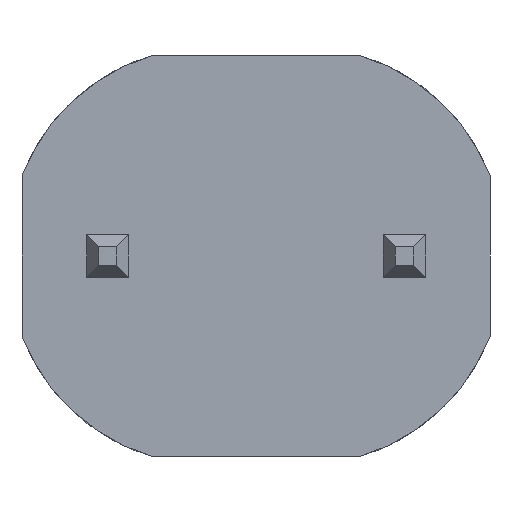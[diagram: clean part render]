
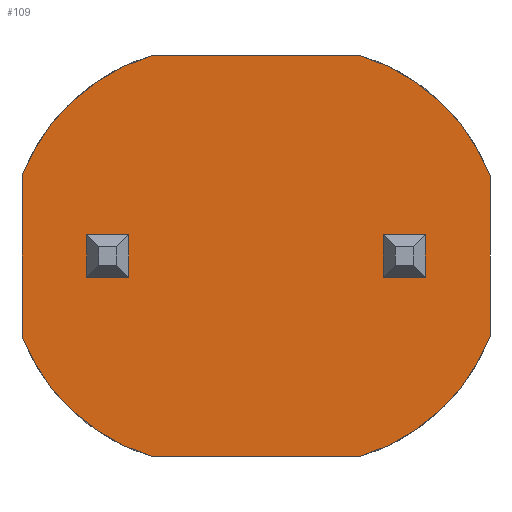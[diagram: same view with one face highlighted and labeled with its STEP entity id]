
A CAD part, left-side view. The second image highlights one B-rep face of the part: STEP entity #109.
In plain terms, the highlighted planar face has unit normal (-1, 0, 0).
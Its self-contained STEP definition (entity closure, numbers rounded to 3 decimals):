
#42=FACE_BOUND('',#281,.T.);
#43=FACE_BOUND('',#282,.T.);
#44=FACE_BOUND('',#283,.T.);
#66=CIRCLE('',#1106,3.);
#67=CIRCLE('',#1109,3.);
#70=CIRCLE('',#1114,3.);
#71=CIRCLE('',#1117,3.);
#109=ADVANCED_FACE('',(#42,#43,#44),#163,.T.);
#163=PLANE('',#1125);
#281=EDGE_LOOP('',(#469,#470,#471,#472));
#282=EDGE_LOOP('',(#473,#474,#475,#476));
#283=EDGE_LOOP('',(#477,#478,#479,#480,#481,#482,#483,#484));
#469=ORIENTED_EDGE('',*,*,#775,.F.);
#470=ORIENTED_EDGE('',*,*,#776,.F.);
#471=ORIENTED_EDGE('',*,*,#777,.F.);
#472=ORIENTED_EDGE('',*,*,#778,.F.);
#473=ORIENTED_EDGE('',*,*,#774,.F.);
#474=ORIENTED_EDGE('',*,*,#773,.F.);
#475=ORIENTED_EDGE('',*,*,#771,.F.);
#476=ORIENTED_EDGE('',*,*,#769,.F.);
#477=ORIENTED_EDGE('',*,*,#765,.T.);
#478=ORIENTED_EDGE('',*,*,#762,.F.);
#479=ORIENTED_EDGE('',*,*,#760,.F.);
#480=ORIENTED_EDGE('',*,*,#758,.F.);
#481=ORIENTED_EDGE('',*,*,#754,.T.);
#482=ORIENTED_EDGE('',*,*,#751,.T.);
#483=ORIENTED_EDGE('',*,*,#749,.T.);
#484=ORIENTED_EDGE('',*,*,#747,.T.);
#638=VERTEX_POINT('',#1568);
#639=VERTEX_POINT('',#1570);
#640=VERTEX_POINT('',#1574);
#641=VERTEX_POINT('',#1578);
#643=VERTEX_POINT('',#1584);
#645=VERTEX_POINT('',#1591);
#646=VERTEX_POINT('',#1595);
#647=VERTEX_POINT('',#1599);
#649=VERTEX_POINT('',#1608);
#650=VERTEX_POINT('',#1610);
#651=VERTEX_POINT('',#1614);
#652=VERTEX_POINT('',#1618);
#653=VERTEX_POINT('',#1624);
#654=VERTEX_POINT('',#1625);
#655=VERTEX_POINT('',#1627);
#656=VERTEX_POINT('',#1629);
#747=EDGE_CURVE('',#639,#638,#66,.T.);
#749=EDGE_CURVE('',#640,#639,#878,.T.);
#751=EDGE_CURVE('',#641,#640,#67,.T.);
#754=EDGE_CURVE('',#643,#641,#881,.T.);
#758=EDGE_CURVE('',#643,#645,#70,.T.);
#760=EDGE_CURVE('',#645,#646,#885,.T.);
#762=EDGE_CURVE('',#646,#647,#71,.T.);
#765=EDGE_CURVE('',#638,#647,#888,.T.);
#769=EDGE_CURVE('',#650,#649,#892,.T.);
#771=EDGE_CURVE('',#649,#651,#894,.T.);
#773=EDGE_CURVE('',#651,#652,#896,.T.);
#774=EDGE_CURVE('',#652,#650,#897,.T.);
#775=EDGE_CURVE('',#653,#654,#898,.T.);
#776=EDGE_CURVE('',#655,#653,#899,.T.);
#777=EDGE_CURVE('',#656,#655,#900,.T.);
#778=EDGE_CURVE('',#654,#656,#901,.T.);
#878=LINE('',#1573,#1001);
#881=LINE('',#1583,#1004);
#885=LINE('',#1594,#1008);
#888=LINE('',#1604,#1011);
#892=LINE('',#1611,#1015);
#894=LINE('',#1615,#1017);
#896=LINE('',#1619,#1019);
#897=LINE('',#1621,#1020);
#898=LINE('',#1623,#1021);
#899=LINE('',#1626,#1022);
#900=LINE('',#1628,#1023);
#901=LINE('',#1630,#1024);
#1001=VECTOR('',#1282,1.);
#1004=VECTOR('',#1293,1.);
#1008=VECTOR('',#1305,1.);
#1011=VECTOR('',#1316,1.);
#1015=VECTOR('',#1322,1.);
#1017=VECTOR('',#1326,1.);
#1019=VECTOR('',#1330,1.);
#1020=VECTOR('',#1333,1.);
#1021=VECTOR('',#1336,1.);
#1022=VECTOR('',#1337,1.);
#1023=VECTOR('',#1338,1.);
#1024=VECTOR('',#1339,1.);
#1106=AXIS2_PLACEMENT_3D('',#1569,#1277,#1278);
#1109=AXIS2_PLACEMENT_3D('',#1577,#1286,#1287);
#1114=AXIS2_PLACEMENT_3D('',#1590,#1300,#1301);
#1117=AXIS2_PLACEMENT_3D('',#1598,#1309,#1310);
#1125=AXIS2_PLACEMENT_3D('',#1631,#1340,#1341);
#1277=DIRECTION('',(-1.,0.,0.));
#1278=DIRECTION('',(0.,-1.,0.));
#1282=DIRECTION('',(0.,1.,0.));
#1286=DIRECTION('',(-1.,0.,0.));
#1287=DIRECTION('',(0.,1.,0.));
#1293=DIRECTION('',(0.,0.,1.));
#1300=DIRECTION('',(1.,0.,0.));
#1301=DIRECTION('',(0.,1.,0.));
#1305=DIRECTION('',(0.,1.,0.));
#1309=DIRECTION('',(1.,0.,0.));
#1310=DIRECTION('',(0.,-1.,0.));
#1316=DIRECTION('',(0.,0.,-1.));
#1322=DIRECTION('',(0.,1.,0.));
#1326=DIRECTION('',(0.,0.,-1.));
#1330=DIRECTION('',(0.,-1.,0.));
#1333=DIRECTION('',(0.,0.,1.));
#1336=DIRECTION('',(0.,0.,-1.));
#1337=DIRECTION('',(0.,1.,0.));
#1338=DIRECTION('',(0.,0.,1.));
#1339=DIRECTION('',(0.,-1.,0.));
#1340=DIRECTION('',(-1.,0.,0.));
#1341=DIRECTION('',(0.,0.,1.));
#1568=CARTESIAN_POINT('',(0.,3.5,1.2));
#1569=CARTESIAN_POINT('',(0.,0.7,0.122));
#1570=CARTESIAN_POINT('',(0.,1.548,3.));
#1573=CARTESIAN_POINT('',(0.,-1.548,3.));
#1574=CARTESIAN_POINT('',(0.,-1.548,3.));
#1577=CARTESIAN_POINT('',(0.,-0.7,0.122));
#1578=CARTESIAN_POINT('',(0.,-3.5,1.2));
#1583=CARTESIAN_POINT('',(0.,-3.5,0.));
#1584=CARTESIAN_POINT('',(0.,-3.5,-1.2));
#1590=CARTESIAN_POINT('',(0.,-0.7,-0.122));
#1591=CARTESIAN_POINT('',(0.,-1.548,-3.));
#1594=CARTESIAN_POINT('',(0.,-1.548,-3.));
#1595=CARTESIAN_POINT('',(0.,1.548,-3.));
#1598=CARTESIAN_POINT('',(0.,0.7,-0.122));
#1599=CARTESIAN_POINT('',(0.,3.5,-1.2));
#1604=CARTESIAN_POINT('',(0.,3.5,1.2));
#1608=CARTESIAN_POINT('',(0.,-1.905,0.315));
#1610=CARTESIAN_POINT('',(0.,-2.535,0.315));
#1611=CARTESIAN_POINT('',(0.,0.7,0.315));
#1614=CARTESIAN_POINT('',(0.,-1.905,-0.315));
#1615=CARTESIAN_POINT('',(0.,-1.905,0.122));
#1618=CARTESIAN_POINT('',(0.,-2.535,-0.315));
#1619=CARTESIAN_POINT('',(0.,0.7,-0.315));
#1621=CARTESIAN_POINT('',(0.,-2.535,0.122));
#1623=CARTESIAN_POINT('',(0.,2.535,0.122));
#1624=CARTESIAN_POINT('',(0.,2.535,0.315));
#1625=CARTESIAN_POINT('',(0.,2.535,-0.315));
#1626=CARTESIAN_POINT('',(0.,0.7,0.315));
#1627=CARTESIAN_POINT('',(0.,1.905,0.315));
#1628=CARTESIAN_POINT('',(0.,1.905,0.122));
#1629=CARTESIAN_POINT('',(0.,1.905,-0.315));
#1630=CARTESIAN_POINT('',(0.,0.7,-0.315));
#1631=CARTESIAN_POINT('',(0.,0.7,0.122));
